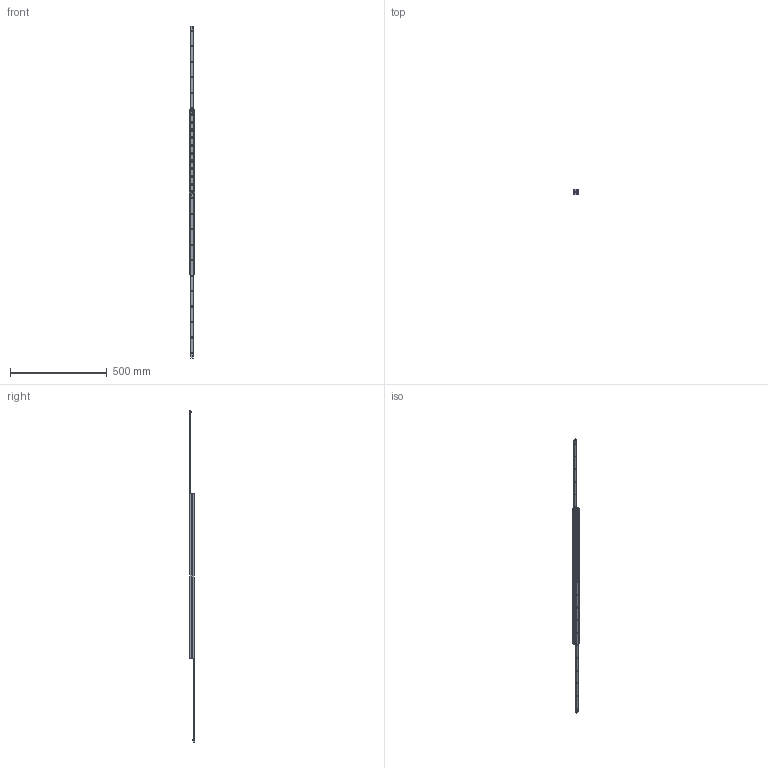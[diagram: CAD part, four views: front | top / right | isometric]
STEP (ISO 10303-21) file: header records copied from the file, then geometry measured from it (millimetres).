
FILE_DESCRIPTION((''),'2;1');
FILE_NAME('LCAH 28H-0850.GG.stp','2011-03-24T08:53:13',('MKoza'),(''),'Autodesk Inventor 2009','Autodesk Inventor 2009','');
FILE_SCHEMA(('AUTOMOTIVE_DESIGN { 1 0 10303 214 1 1 1 1 }'));
Length unit declared in the file: millimetre
Products named in the file (8): LCAH 28H.GG; LCH 28H; LLMG 28H; KF.LCA 28H; AS.L 28H 4x3,8; VKB.L 28H 4x7; + SC M4x0,35 DIN 1207; DIN 7337 - A5 x 10 x 6
Assembly tree (37 placements, depth 2):
  LCAH 28H.GG
    LCH 28H  x2
    LLMG 28H  x2
    KF.LCA 28H  x2
    AS.L 28H 4x3,8  x4
    VKB.L 28H 4x7  x4
    + SC M4x0,35 DIN 1207  x2
    DIN 7337 - A5 x 10 x 6  x21
Bounding box: 28 x 26 x 1714 mm (x, y, z)
Volume: 465119.8 mm3; surface area: 306637.8 mm2
Topology: 37 solids, 37 shells, 596 faces, 1241 edges, 813 vertices
Faces by surface type: plane 236, bspline 203, cylinder 122, torus 27, cone 8
Full cylindrical faces by diameter (mm): 3.9 x4, 4 x6, 5 x25, 9.5 x21
Entity records: 7208 total; most frequent: CARTESIAN_POINT 2302, DIRECTION 940, ORIENTED_EDGE 812, EDGE_CURVE 406, EDGE_LOOP 392, AXIS2_PLACEMENT_3D 381, VERTEX_POINT 320, CIRCLE 220
